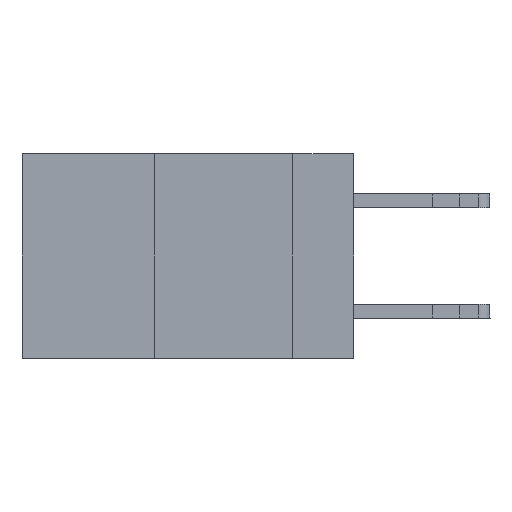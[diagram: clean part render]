
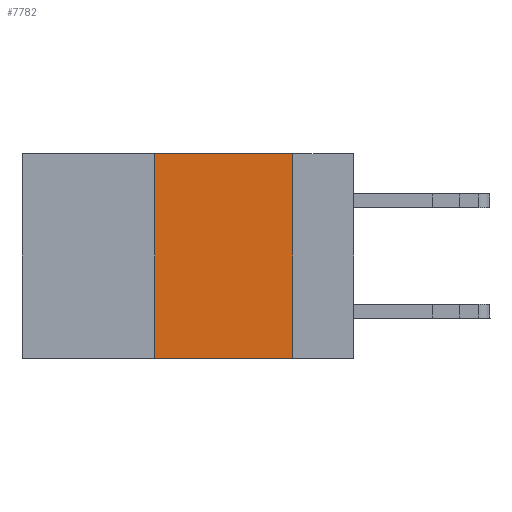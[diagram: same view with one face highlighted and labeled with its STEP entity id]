
A CAD part, left-side view. The second image highlights one B-rep face of the part: STEP entity #7782.
In plain terms, the highlighted planar face has unit normal (-1, 0, 0).
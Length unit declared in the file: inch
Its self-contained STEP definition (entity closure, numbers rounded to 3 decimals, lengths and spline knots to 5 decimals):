
#114 = FACE_OUTER_BOUND ( 'NONE', #13249, .T. ) ;
#570 = ORIENTED_EDGE ( 'NONE', *, *, #6870, .F. ) ;
#1055 = CARTESIAN_POINT ( 'NONE',  ( 0., 0.36, -0.37 ) ) ;
#2480 = VERTEX_POINT ( 'NONE', #1055 ) ;
#2803 = AXIS2_PLACEMENT_3D ( 'NONE', #5252, #24498, #3435 ) ;
#3435 = DIRECTION ( 'NONE',  ( 0., 0., -1. ) ) ;
#4392 = VECTOR ( 'NONE', #5154, 39.37008 ) ;
#4655 = CARTESIAN_POINT ( 'NONE',  ( 0., 0.6, -0.37 ) ) ;
#4708 = VERTEX_POINT ( 'NONE', #14232 ) ;
#5154 = DIRECTION ( 'NONE',  ( 0., 0., 1. ) ) ;
#5252 = CARTESIAN_POINT ( 'NONE',  ( 0., 0.6, 0. ) ) ;
#6240 = DIRECTION ( 'NONE',  ( 0., -1., 0. ) ) ;
#6667 = DIRECTION ( 'NONE',  ( 0., -1., 0. ) ) ;
#6870 = EDGE_CURVE ( 'NONE', #2480, #4708, #14821, .T. ) ;
#7092 = LINE ( 'NONE', #4655, #21994 ) ;
#7782 = ADVANCED_FACE ( 'NONE', ( #114 ), #15092, .F. ) ;
#8090 = CARTESIAN_POINT ( 'NONE',  ( 0., 0.11, -0.37 ) ) ;
#8726 = ORIENTED_EDGE ( 'NONE', *, *, #22063, .F. ) ;
#8894 = LINE ( 'NONE', #21599, #15598 ) ;
#13249 = EDGE_LOOP ( 'NONE', ( #8726, #16202, #570, #17812 ) ) ;
#14029 = CARTESIAN_POINT ( 'NONE',  ( 0., 0.6, 0. ) ) ;
#14152 = VECTOR ( 'NONE', #6240, 39.37008 ) ;
#14232 = CARTESIAN_POINT ( 'NONE',  ( 0., 0.36, 0. ) ) ;
#14269 = VERTEX_POINT ( 'NONE', #24706 ) ;
#14821 = LINE ( 'NONE', #24574, #4392 ) ;
#15092 = PLANE ( 'NONE',  #2803 ) ;
#15598 = VECTOR ( 'NONE', #23461, 39.37008 ) ;
#15662 = LINE ( 'NONE', #14029, #14152 ) ;
#16202 = ORIENTED_EDGE ( 'NONE', *, *, #20044, .F. ) ;
#16534 = EDGE_CURVE ( 'NONE', #2480, #23337, #7092, .T. ) ;
#17812 = ORIENTED_EDGE ( 'NONE', *, *, #16534, .T. ) ;
#20044 = EDGE_CURVE ( 'NONE', #4708, #14269, #15662, .T. ) ;
#21599 = CARTESIAN_POINT ( 'NONE',  ( 0., 0.11, 0. ) ) ;
#21994 = VECTOR ( 'NONE', #6667, 39.37008 ) ;
#22063 = EDGE_CURVE ( 'NONE', #14269, #23337, #8894, .T. ) ;
#23337 = VERTEX_POINT ( 'NONE', #8090 ) ;
#23461 = DIRECTION ( 'NONE',  ( 0., 0., -1. ) ) ;
#24498 = DIRECTION ( 'NONE',  ( 1., 0., 0. ) ) ;
#24574 = CARTESIAN_POINT ( 'NONE',  ( 0., 0.36, 0. ) ) ;
#24706 = CARTESIAN_POINT ( 'NONE',  ( 0., 0.11, 0. ) ) ;
